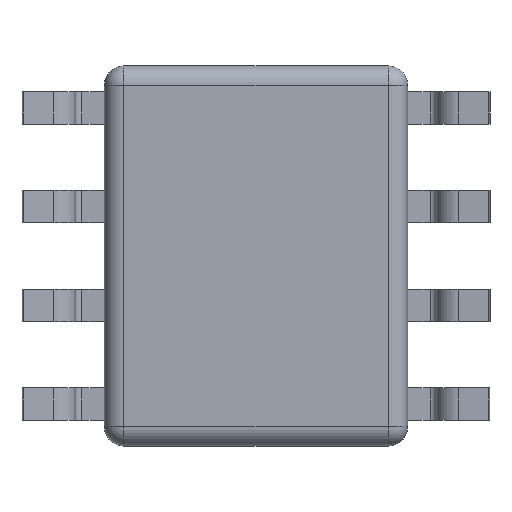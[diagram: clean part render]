
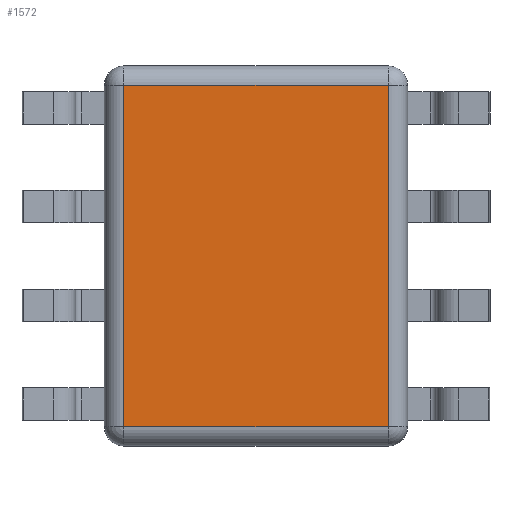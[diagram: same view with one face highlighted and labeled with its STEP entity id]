
A CAD part, front view. The second image highlights one B-rep face of the part: STEP entity #1572.
In plain terms, the highlighted planar face has unit normal (0, -1, 0).
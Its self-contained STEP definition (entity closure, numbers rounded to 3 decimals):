
#74 = EDGE_CURVE ( 'NONE', #4222, #3563, #4291, .T. ) ;
#172 = CARTESIAN_POINT ( 'NONE',  ( 1.7, 0.25, 2.195 ) ) ;
#195 = VECTOR ( 'NONE', #4153, 1000. ) ;
#257 = CARTESIAN_POINT ( 'NONE',  ( -1.7, 0.25, -2.195 ) ) ;
#330 = CARTESIAN_POINT ( 'NONE',  ( 0., 0.25, 0. ) ) ;
#707 = DIRECTION ( 'NONE',  ( 0., 0., -1. ) ) ;
#872 = EDGE_CURVE ( 'NONE', #3563, #4160, #1594, .T. ) ;
#973 = PLANE ( 'NONE',  #1037 ) ;
#1037 = AXIS2_PLACEMENT_3D ( 'NONE', #330, #3395, #707 ) ;
#1091 = DIRECTION ( 'NONE',  ( 1., 0., 0. ) ) ;
#1320 = FACE_OUTER_BOUND ( 'NONE', #1480, .T. ) ;
#1340 = ORIENTED_EDGE ( 'NONE', *, *, #1961, .T. ) ;
#1417 = LINE ( 'NONE', #1756, #3819 ) ;
#1434 = CARTESIAN_POINT ( 'NONE',  ( 1.7, 0.25, 2.445 ) ) ;
#1480 = EDGE_LOOP ( 'NONE', ( #3861, #2368, #1340, #1642 ) ) ;
#1572 = ADVANCED_FACE ( 'NONE', ( #1320 ), #973, .T. ) ;
#1594 = LINE ( 'NONE', #2934, #3127 ) ;
#1642 = ORIENTED_EDGE ( 'NONE', *, *, #3167, .T. ) ;
#1756 = CARTESIAN_POINT ( 'NONE',  ( 1.95, 0.25, -2.195 ) ) ;
#1961 = EDGE_CURVE ( 'NONE', #4160, #2041, #1417, .T. ) ;
#2041 = VERTEX_POINT ( 'NONE', #3857 ) ;
#2112 = CARTESIAN_POINT ( 'NONE',  ( -1.7, 0.25, 2.195 ) ) ;
#2321 = DIRECTION ( 'NONE',  ( 0., 0., -1. ) ) ;
#2368 = ORIENTED_EDGE ( 'NONE', *, *, #872, .T. ) ;
#2934 = CARTESIAN_POINT ( 'NONE',  ( -1.7, 0.25, -2.445 ) ) ;
#3127 = VECTOR ( 'NONE', #2321, 1000. ) ;
#3140 = CARTESIAN_POINT ( 'NONE',  ( -1.95, 0.25, 2.195 ) ) ;
#3151 = LINE ( 'NONE', #1434, #195 ) ;
#3167 = EDGE_CURVE ( 'NONE', #2041, #4222, #3151, .T. ) ;
#3381 = VECTOR ( 'NONE', #3776, 1000. ) ;
#3395 = DIRECTION ( 'NONE',  ( 0., -1., 0. ) ) ;
#3563 = VERTEX_POINT ( 'NONE', #2112 ) ;
#3776 = DIRECTION ( 'NONE',  ( -1., 0., 0. ) ) ;
#3819 = VECTOR ( 'NONE', #1091, 1000. ) ;
#3857 = CARTESIAN_POINT ( 'NONE',  ( 1.7, 0.25, -2.195 ) ) ;
#3861 = ORIENTED_EDGE ( 'NONE', *, *, #74, .T. ) ;
#4153 = DIRECTION ( 'NONE',  ( 0., 0., 1. ) ) ;
#4160 = VERTEX_POINT ( 'NONE', #257 ) ;
#4222 = VERTEX_POINT ( 'NONE', #172 ) ;
#4291 = LINE ( 'NONE', #3140, #3381 ) ;
